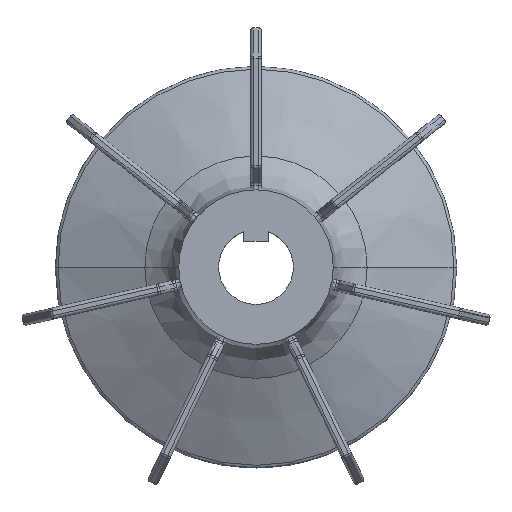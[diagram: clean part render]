
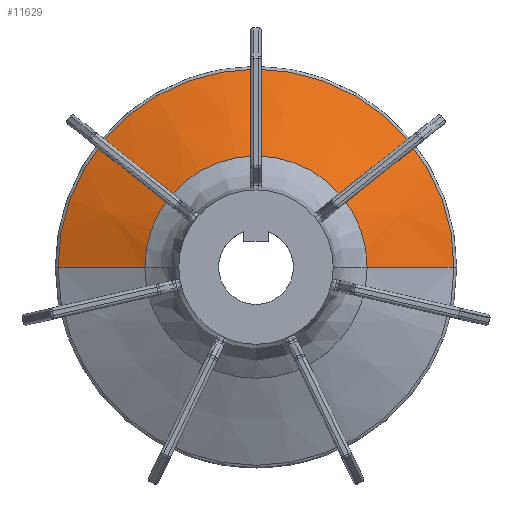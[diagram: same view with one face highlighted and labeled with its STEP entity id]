
A CAD part, top view. The second image highlights one B-rep face of the part: STEP entity #11629.
In plain terms, the highlighted conical face has half-angle 65.824 degrees and reference radius 64.114 mm.
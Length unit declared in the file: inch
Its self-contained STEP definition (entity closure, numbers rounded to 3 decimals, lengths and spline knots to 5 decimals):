
#1510 = CARTESIAN_POINT ( 'NONE',  ( -0.10246, 0., 0. ) ) ;
#2652 = AXIS2_PLACEMENT_3D ( 'NONE', #11205, #2869, #9443 ) ;
#2673 = CARTESIAN_POINT ( 'NONE',  ( -0.10246, 0., -2.52419 ) ) ;
#2869 = DIRECTION ( 'NONE',  ( -1., 0., 0. ) ) ;
#2926 = LINE ( 'NONE', #6676, #5425 ) ;
#3251 = ORIENTED_EDGE ( 'NONE', *, *, #6297, .T. ) ;
#3723 = ORIENTED_EDGE ( 'NONE', *, *, #9309, .F. ) ;
#3837 = AXIS2_PLACEMENT_3D ( 'NONE', #5454, #5572, #4540 ) ;
#4479 = EDGE_CURVE ( 'NONE', #5470, #4935, #6463, .T. ) ;
#4540 = DIRECTION ( 'NONE',  ( 0., 0., 1. ) ) ;
#4757 = CARTESIAN_POINT ( 'NONE',  ( -0.10246, 0., -2.52419 ) ) ;
#4935 = VERTEX_POINT ( 'NONE', #2673 ) ;
#4955 = EDGE_CURVE ( 'NONE', #7729, #5470, #11448, .T. ) ;
#5240 = FACE_OUTER_BOUND ( 'NONE', #8471, .T. ) ;
#5348 = ORIENTED_EDGE ( 'NONE', *, *, #4479, .T. ) ;
#5425 = VECTOR ( 'NONE', #7700, 39.37008 ) ;
#5454 = CARTESIAN_POINT ( 'NONE',  ( -0.10246, 0., 0. ) ) ;
#5470 = VERTEX_POINT ( 'NONE', #9551 ) ;
#5572 = DIRECTION ( 'NONE',  ( -1., 0., 0. ) ) ;
#6297 = EDGE_CURVE ( 'NONE', #4935, #11337, #10548, .T. ) ;
#6463 = LINE ( 'NONE', #4757, #6608 ) ;
#6608 = VECTOR ( 'NONE', #10443, 39.37008 ) ;
#6676 = CARTESIAN_POINT ( 'NONE',  ( -0.10246, 0., 2.52419 ) ) ;
#7700 = DIRECTION ( 'NONE',  ( -0.41, 0., 0.912 ) ) ;
#7729 = VERTEX_POINT ( 'NONE', #12160 ) ;
#8471 = EDGE_LOOP ( 'NONE', ( #10953, #5348, #3251, #3723 ) ) ;
#9182 = AXIS2_PLACEMENT_3D ( 'NONE', #1510, #11855, #10097 ) ;
#9309 = EDGE_CURVE ( 'NONE', #7729, #11337, #2926, .T. ) ;
#9443 = DIRECTION ( 'NONE',  ( 0., 0., 1. ) ) ;
#9551 = CARTESIAN_POINT ( 'NONE',  ( 0.39468, 0., -1.4168 ) ) ;
#10097 = DIRECTION ( 'NONE',  ( 0., 0., 1. ) ) ;
#10103 = CONICAL_SURFACE ( 'NONE', #3837, 2.52419, 1.149 ) ;
#10443 = DIRECTION ( 'NONE',  ( -0.41, 0., -0.912 ) ) ;
#10548 = CIRCLE ( 'NONE', #9182, 2.52419 ) ;
#10953 = ORIENTED_EDGE ( 'NONE', *, *, #4955, .T. ) ;
#11205 = CARTESIAN_POINT ( 'NONE',  ( 0.39468, 0., 0. ) ) ;
#11337 = VERTEX_POINT ( 'NONE', #11619 ) ;
#11448 = CIRCLE ( 'NONE', #2652, 1.4168 ) ;
#11619 = CARTESIAN_POINT ( 'NONE',  ( -0.10246, 0., 2.52419 ) ) ;
#11629 = ADVANCED_FACE ( 'NONE', ( #5240 ), #10103, .T. ) ;
#11855 = DIRECTION ( 'NONE',  ( 1., 0., 0. ) ) ;
#12160 = CARTESIAN_POINT ( 'NONE',  ( 0.39468, 0., 1.4168 ) ) ;
